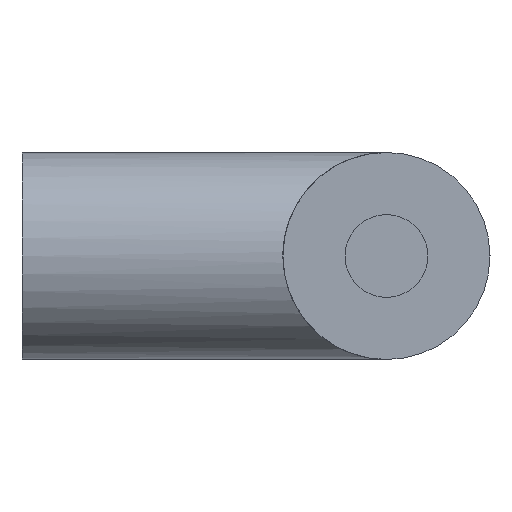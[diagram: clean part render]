
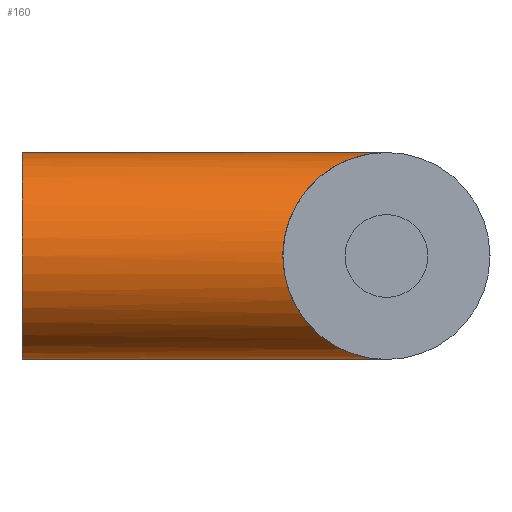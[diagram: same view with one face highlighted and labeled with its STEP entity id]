
A CAD part, left-side view. The second image highlights one B-rep face of the part: STEP entity #160.
In plain terms, the highlighted cylindrical face has radius 25 mm (diameter 50 mm), a partial arc.
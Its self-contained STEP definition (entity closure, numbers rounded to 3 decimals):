
#11 = CARTESIAN_POINT ( 'NONE',  ( 343.329, 50., -25. ) ) ;
#12 = DIRECTION ( 'NONE',  ( 0., 0., -1. ) ) ;
#24 = AXIS2_PLACEMENT_3D ( 'NONE', #322, #186, #34 ) ;
#28 = VERTEX_POINT ( 'NONE', #319 ) ;
#34 = DIRECTION ( 'NONE',  ( 0., 0., 1. ) ) ;
#37 = EDGE_CURVE ( 'NONE', #28, #66, #167, .T. ) ;
#38 = VECTOR ( 'NONE', #227, 1000. ) ;
#40 = DIRECTION ( 'NONE',  ( 0., -1., 0. ) ) ;
#60 = VERTEX_POINT ( 'NONE', #218 ) ;
#66 = VERTEX_POINT ( 'NONE', #330 ) ;
#69 = CYLINDRICAL_SURFACE ( 'NONE', #194, 25. ) ;
#72 = CARTESIAN_POINT ( 'NONE',  ( 393.329, 0., 25. ) ) ;
#112 = LINE ( 'NONE', #248, #38 ) ;
#118 = ORIENTED_EDGE ( 'NONE', *, *, #37, .T. ) ;
#141 = LINE ( 'NONE', #331, #335 ) ;
#153 = ORIENTED_EDGE ( 'NONE', *, *, #217, .F. ) ;
#158 = CARTESIAN_POINT ( 'NONE',  ( 393.329, 0., -25. ) ) ;
#160 = ADVANCED_FACE ( 'NONE', ( #239 ), #69, .T. ) ;
#163 = CARTESIAN_POINT ( 'NONE',  ( 343.329, 50., 25. ) ) ;
#167 =( BOUNDED_CURVE ( )  B_SPLINE_CURVE ( 3, ( #158, #11, #163, #72 ),
 .UNSPECIFIED., .F., .T. ) 
 B_SPLINE_CURVE_WITH_KNOTS ( ( 4, 4 ),
 ( 4.712, 7.854 ),
 .UNSPECIFIED. ) 
 CURVE ( )  GEOMETRIC_REPRESENTATION_ITEM ( )  RATIONAL_B_SPLINE_CURVE ( ( 1., 0.333, 0.333, 1. ) ) 
 REPRESENTATION_ITEM ( '' )  );
#169 = EDGE_CURVE ( 'NONE', #321, #60, #299, .T. ) ;
#186 = DIRECTION ( 'NONE',  ( 0., 1., 0. ) ) ;
#194 = AXIS2_PLACEMENT_3D ( 'NONE', #241, #40, #12 ) ;
#217 = EDGE_CURVE ( 'NONE', #60, #66, #141, .T. ) ;
#218 = CARTESIAN_POINT ( 'NONE',  ( 393.329, 88., 25. ) ) ;
#227 = DIRECTION ( 'NONE',  ( 0., -1., 0. ) ) ;
#228 = DIRECTION ( 'NONE',  ( 0., -1., 0. ) ) ;
#236 = EDGE_CURVE ( 'NONE', #321, #28, #112, .T. ) ;
#238 = EDGE_LOOP ( 'NONE', ( #153, #376, #279, #118 ) ) ;
#239 = FACE_OUTER_BOUND ( 'NONE', #238, .T. ) ;
#241 = CARTESIAN_POINT ( 'NONE',  ( 393.329, 88., 0. ) ) ;
#248 = CARTESIAN_POINT ( 'NONE',  ( 393.329, 88., -25. ) ) ;
#253 = CARTESIAN_POINT ( 'NONE',  ( 393.329, 88., -25. ) ) ;
#279 = ORIENTED_EDGE ( 'NONE', *, *, #236, .T. ) ;
#299 = CIRCLE ( 'NONE', #24, 25. ) ;
#319 = CARTESIAN_POINT ( 'NONE',  ( 393.329, 0., -25. ) ) ;
#321 = VERTEX_POINT ( 'NONE', #253 ) ;
#322 = CARTESIAN_POINT ( 'NONE',  ( 393.329, 88., 0. ) ) ;
#330 = CARTESIAN_POINT ( 'NONE',  ( 393.329, 0., 25. ) ) ;
#331 = CARTESIAN_POINT ( 'NONE',  ( 393.329, 88., 25. ) ) ;
#335 = VECTOR ( 'NONE', #228, 1000. ) ;
#376 = ORIENTED_EDGE ( 'NONE', *, *, #169, .F. ) ;
